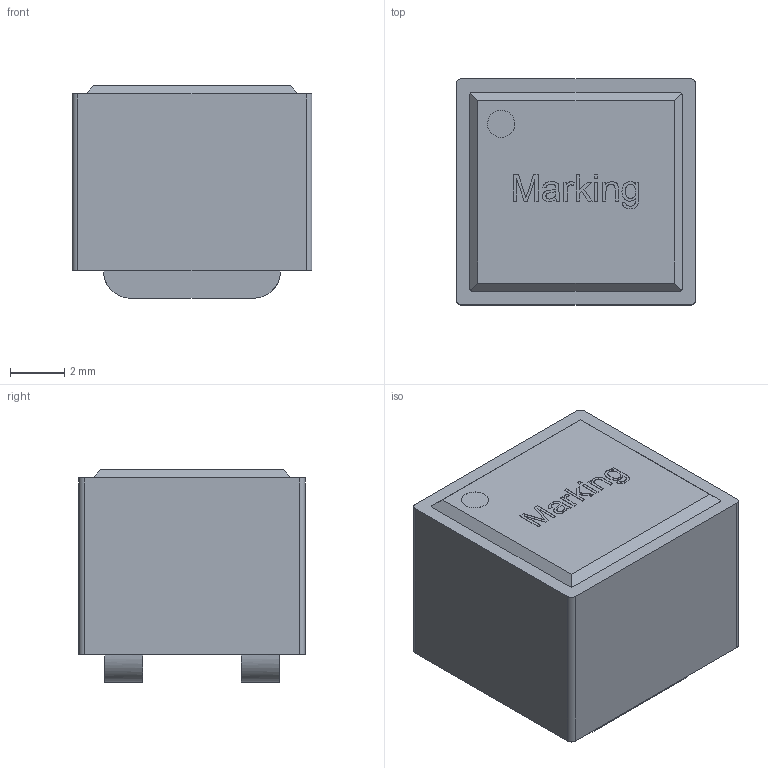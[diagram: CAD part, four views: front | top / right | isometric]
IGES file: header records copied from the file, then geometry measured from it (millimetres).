
Start section: C
Global section: file name: 74439358xxx.igs; native system: By Siemens PLM Incorporated; preprocessor: XPlus GENERIC/IGES 17.0.49; author: Author; organization: Title; date: 20151118.142609; units: millimetre
Bounding box: 8.8 x 8.3 x 7.8 mm (x, y, z)
Volume: 507.3 mm3; surface area: 397.5 mm2
Topology: 1 solids, 1 shells, 103 faces, 261 edges, 174 vertices
Faces by surface type: bspline 103
